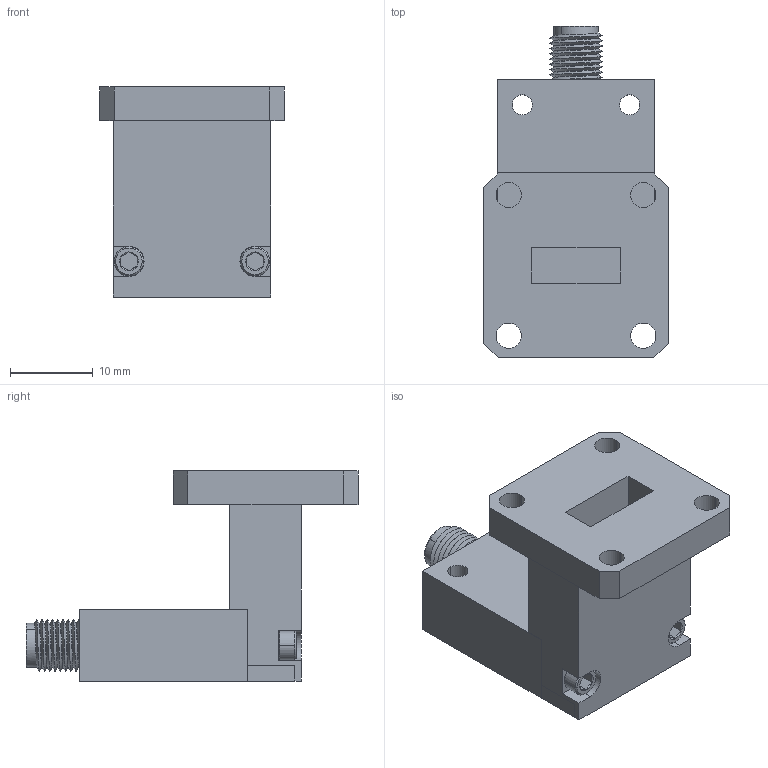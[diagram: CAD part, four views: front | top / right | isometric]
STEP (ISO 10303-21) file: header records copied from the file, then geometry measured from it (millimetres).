
FILE_DESCRIPTION (( 'STEP AP203' ), '1' );
FILE_NAME ('SFD-183273-42SF-N1.STEP', '2018-10-08T23:01:19', ( '' ), ( '' ), 'SwSTEP 2.0', 'SolidWorks 2016', '' );
FILE_SCHEMA (( 'CONFIG_CONTROL_DESIGN' ));
Length unit declared in the file: inch
Products named in the file (1): SFD-183273-42SF-N1
Bounding box: 22.35 x 40.13 x 25.4 mm (x, y, z)
Surface area: 5027.1 mm2 (no closed solid volume)
Topology: 0 solids, 12 shells, 263 faces, 735 edges, 478 vertices
Faces by surface type: plane 136, cylinder 72, cone 53, bspline 2
Entity records: 9704 total; most frequent: CARTESIAN_POINT 3254, ORIENTED_EDGE 1342, DIRECTION 1248, EDGE_CURVE 727, VERTEX_POINT 478, AXIS2_PLACEMENT_3D 437, VECTOR 374, LINE 374
